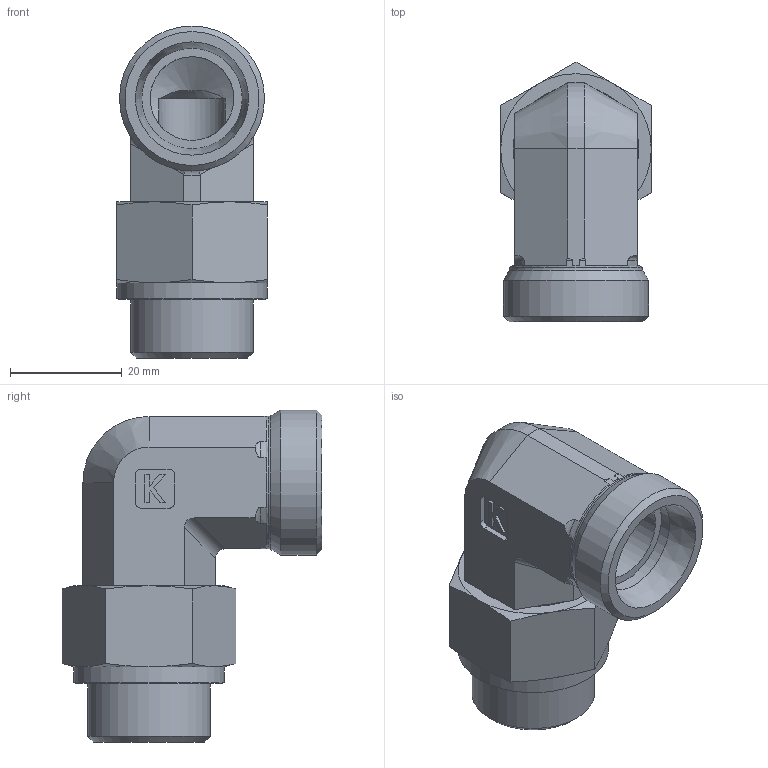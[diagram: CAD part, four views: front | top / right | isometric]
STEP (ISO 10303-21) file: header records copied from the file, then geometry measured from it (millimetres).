
FILE_DESCRIPTION((''),'2;1');
FILE_NAME('671512226.stp','2015-02-06T14:04:17',(''),('KNOMI spol. s r. o.'),'Autodesk Inventor 2012','Autodesk Inventor 2012','');
FILE_SCHEMA(('AUTOMOTIVE_DESIGN { 1 2 10303 214 0 1 1 1 }'));
Length unit declared in the file: millimetre
Products named in the file (3): ÚPS M22/M26 B; 6785182226; 6755122
Assembly tree (2 placements, depth 2):
  ÚPS M22/M26 B
    6785182226
    6755122
Bounding box: 27 x 46.59 x 59.5 mm (x, y, z)
Volume: 25068.4 mm3; surface area: 12684.7 mm2
Topology: 2 solids, 2 shells, 110 faces, 277 edges, 174 vertices
Faces by surface type: plane 57, cone 26, cylinder 18, torus 9
Full cylindrical faces by diameter (mm): 12 x1, 15 x1, 18 x1, 20.376 x1, 21.999 x1, 22 x2, 23.7 x1, 26 x1, 27 x1
Entity records: 3392 total; most frequent: CARTESIAN_POINT 773, DIRECTION 512, ORIENTED_EDGE 494, EDGE_CURVE 247, AXIS2_PLACEMENT_3D 194, VERTEX_POINT 165, EDGE_LOOP 138, VECTOR 124
